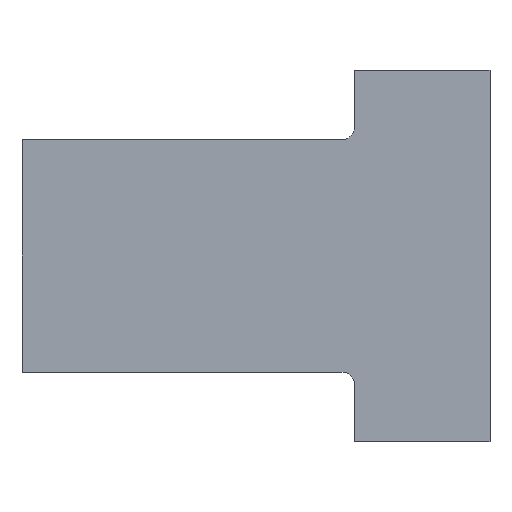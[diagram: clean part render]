
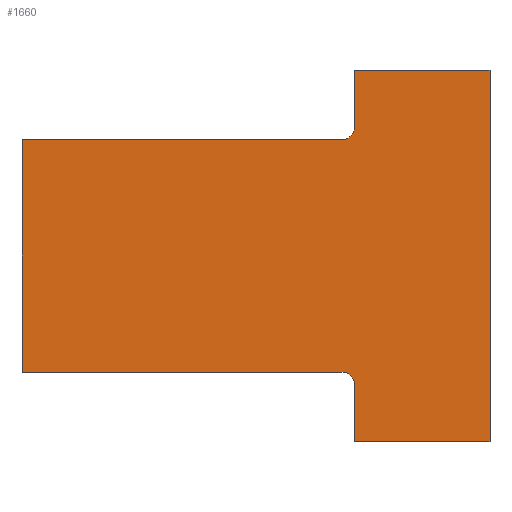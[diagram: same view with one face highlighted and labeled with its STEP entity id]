
A CAD part, front view. The second image highlights one B-rep face of the part: STEP entity #1660.
In plain terms, the highlighted planar face has unit normal (0, -1, 0).
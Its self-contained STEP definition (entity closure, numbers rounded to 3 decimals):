
#279=CARTESIAN_POINT('',(5.271,-0.2,-3.329));
#280=DIRECTION('',(0.,1.,0.));
#281=DIRECTION('',(0.,0.,1.));
#282=AXIS2_PLACEMENT_3D('',#279,#280,#281);
#284=DIRECTION('',(1.,0.,0.));
#285=VECTOR('',#284,8.271);
#286=CARTESIAN_POINT('',(-3.,-0.2,-3.));
#287=LINE('',#286,#285);
#288=DIRECTION('',(0.,0.,-1.));
#289=VECTOR('',#288,6.);
#290=CARTESIAN_POINT('',(-3.,-0.2,3.));
#291=LINE('',#290,#289);
#292=DIRECTION('',(-1.,0.,0.));
#293=VECTOR('',#292,8.252);
#294=CARTESIAN_POINT('',(5.252,-0.2,3.));
#295=LINE('',#294,#293);
#296=CARTESIAN_POINT('',(5.252,-0.2,3.348));
#297=DIRECTION('',(0.,1.,0.));
#298=DIRECTION('',(1.,0.,0.));
#299=AXIS2_PLACEMENT_3D('',#296,#297,#298);
#301=DIRECTION('',(0.,0.,-1.));
#302=VECTOR('',#301,1.452);
#303=CARTESIAN_POINT('',(5.6,-0.2,4.8));
#304=LINE('',#303,#302);
#305=DIRECTION('',(-1.,0.,0.));
#306=VECTOR('',#305,3.5);
#307=CARTESIAN_POINT('',(9.1,-0.2,4.8));
#308=LINE('',#307,#306);
#309=DIRECTION('',(0.,0.,1.));
#310=VECTOR('',#309,9.6);
#311=CARTESIAN_POINT('',(9.1,-0.2,-4.8));
#312=LINE('',#311,#310);
#313=DIRECTION('',(1.,0.,0.));
#314=VECTOR('',#313,3.5);
#315=CARTESIAN_POINT('',(5.6,-0.2,-4.8));
#316=LINE('',#315,#314);
#317=DIRECTION('',(0.,0.,-1.));
#318=VECTOR('',#317,1.471);
#319=CARTESIAN_POINT('',(5.6,-0.2,-3.329));
#320=LINE('',#319,#318);
#976=CARTESIAN_POINT('',(5.271,-0.2,-3.));
#977=CARTESIAN_POINT('',(5.6,-0.2,-3.329));
#978=VERTEX_POINT('',#976);
#979=VERTEX_POINT('',#977);
#980=CARTESIAN_POINT('',(5.6,-0.2,-4.8));
#981=VERTEX_POINT('',#980);
#982=CARTESIAN_POINT('',(9.1,-0.2,-4.8));
#983=VERTEX_POINT('',#982);
#984=CARTESIAN_POINT('',(9.1,-0.2,4.8));
#985=VERTEX_POINT('',#984);
#986=CARTESIAN_POINT('',(5.6,-0.2,4.8));
#987=VERTEX_POINT('',#986);
#988=CARTESIAN_POINT('',(5.6,-0.2,3.348));
#989=VERTEX_POINT('',#988);
#990=CARTESIAN_POINT('',(5.252,-0.2,3.));
#991=VERTEX_POINT('',#990);
#992=CARTESIAN_POINT('',(-3.,-0.2,3.));
#993=VERTEX_POINT('',#992);
#994=CARTESIAN_POINT('',(-3.,-0.2,-3.));
#995=VERTEX_POINT('',#994);
#1640=CARTESIAN_POINT('',(0.,-0.2,0.));
#1641=DIRECTION('',(0.,-1.,0.));
#1642=DIRECTION('',(0.,0.,-1.));
#1643=AXIS2_PLACEMENT_3D('',#1640,#1641,#1642);
#1644=PLANE('',#1643);
#1646=ORIENTED_EDGE('',*,*,#1645,.F.);
#1648=ORIENTED_EDGE('',*,*,#1647,.F.);
#1649=ORIENTED_EDGE('',*,*,#1108,.F.);
#1650=ORIENTED_EDGE('',*,*,#1134,.F.);
#1652=ORIENTED_EDGE('',*,*,#1651,.F.);
#1653=ORIENTED_EDGE('',*,*,#1437,.F.);
#1654=ORIENTED_EDGE('',*,*,#1473,.F.);
#1655=ORIENTED_EDGE('',*,*,#1628,.F.);
#1656=ORIENTED_EDGE('',*,*,#1523,.F.);
#1657=ORIENTED_EDGE('',*,*,#1444,.F.);
#1658=EDGE_LOOP('',(#1646,#1648,#1649,#1650,#1652,#1653,#1654,#1655,#1656,
#1657));
#1659=FACE_OUTER_BOUND('',#1658,.F.);
#283=CIRCLE('',#282,0.329);
#300=CIRCLE('',#299,0.348);
#1108=EDGE_CURVE('',#993,#995,#291,.T.);
#1134=EDGE_CURVE('',#991,#993,#295,.T.);
#1437=EDGE_CURVE('',#987,#989,#304,.T.);
#1444=EDGE_CURVE('',#979,#981,#320,.T.);
#1473=EDGE_CURVE('',#985,#987,#308,.T.);
#1523=EDGE_CURVE('',#981,#983,#316,.T.);
#1628=EDGE_CURVE('',#983,#985,#312,.T.);
#1645=EDGE_CURVE('',#978,#979,#283,.T.);
#1647=EDGE_CURVE('',#995,#978,#287,.T.);
#1651=EDGE_CURVE('',#989,#991,#300,.T.);
#1660=ADVANCED_FACE('',(#1659),#1644,.T.);
